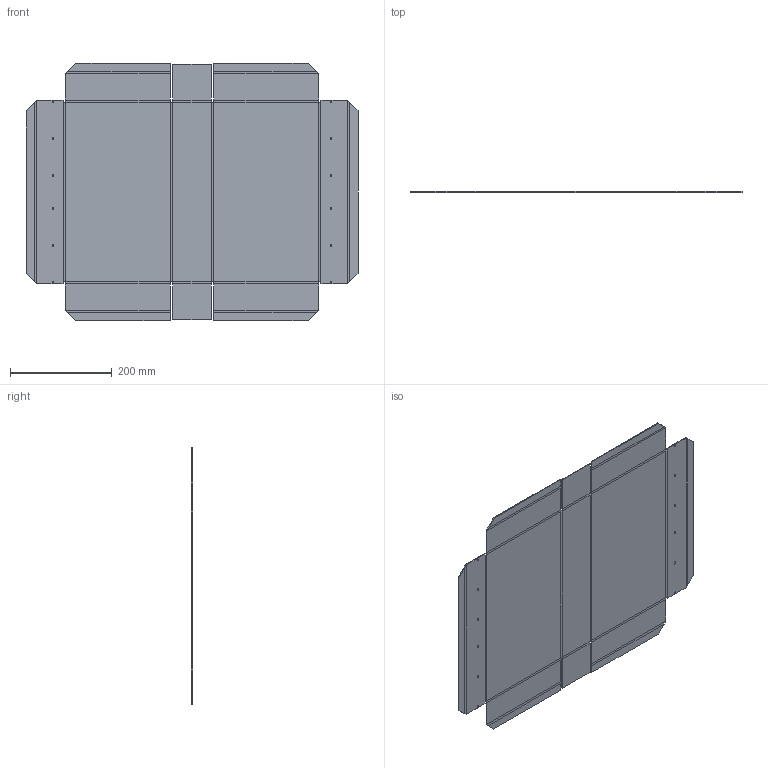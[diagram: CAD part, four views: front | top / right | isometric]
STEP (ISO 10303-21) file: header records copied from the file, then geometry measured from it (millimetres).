
FILE_DESCRIPTION (( 'STEP AP203' ), '1' );
FILE_NAME ('chassis_1_flat.STEP', '2025-03-13T11:52:16', ( '' ), ( '' ), 'SwSTEP 2.0', 'SolidWorks 2024', '' );
FILE_SCHEMA (( 'CONFIG_CONTROL_DESIGN' ));
Length unit declared in the file: millimetre
Products named in the file (1): chassis_1_flat
Bounding box: 652.27 x 2 x 506.85 mm (x, y, z)
Volume: 608219.3 mm3; surface area: 614262.8 mm2
Topology: 1 solids, 1 shells, 186 faces, 424 edges, 240 vertices
Faces by surface type: plane 186
Entity records: 5085 total; most frequent: CARTESIAN_POINT 947, ORIENTED_EDGE 848, DIRECTION 766, EDGE_CURVE 424, LINE 392, VECTOR 392, VERTEX_POINT 240, EDGE_LOOP 202
